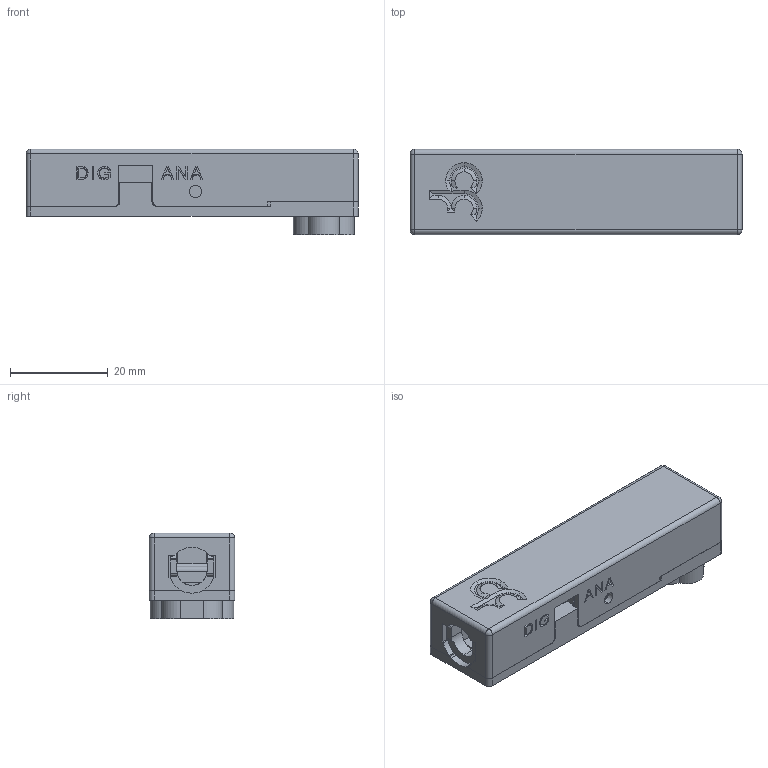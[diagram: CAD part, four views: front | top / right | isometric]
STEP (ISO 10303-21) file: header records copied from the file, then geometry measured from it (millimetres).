
FILE_DESCRIPTION (( 'STEP AP214' ), '1' );
FILE_NAME ('Photosensor_Board_V5.STEP', '2022-09-07T14:07:56', ( '' ), ( '' ), 'SwSTEP 2.0', 'SolidWorks 2021', '' );
FILE_SCHEMA (( 'AUTOMOTIVE_DESIGN' ));
Length unit declared in the file: millimetre
Products named in the file (1): Photosensor_Board_V5
Bounding box: 68 x 17.5 x 17.6 mm (x, y, z)
Volume: 12130.3 mm3; surface area: 11411.2 mm2
Topology: 3 solids, 3 shells, 320 faces, 864 edges, 561 vertices
Faces by surface type: plane 185, cylinder 90, bspline 37, torus 4, sphere 4
Entity records: 11545 total; most frequent: CARTESIAN_POINT 3720, ORIENTED_EDGE 1716, DIRECTION 1450, EDGE_CURVE 858, LINE 570, VECTOR 570, VERTEX_POINT 561, AXIS2_PLACEMENT_3D 440
